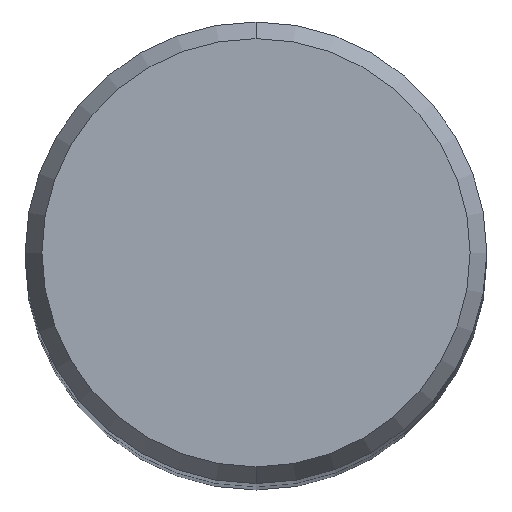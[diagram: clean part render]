
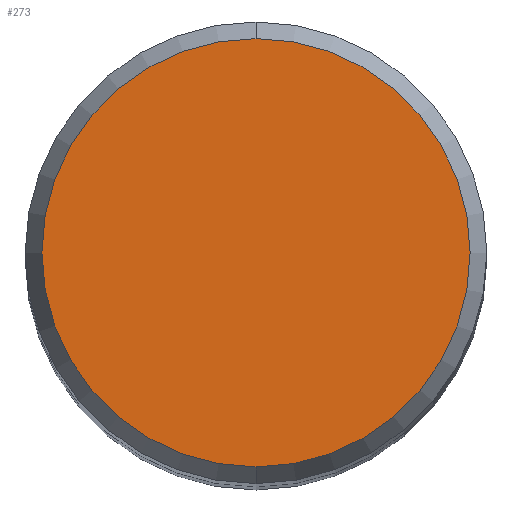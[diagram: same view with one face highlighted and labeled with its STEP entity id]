
A CAD part, top view. The second image highlights one B-rep face of the part: STEP entity #273.
In plain terms, the highlighted planar face has unit normal (0, 0, 1).
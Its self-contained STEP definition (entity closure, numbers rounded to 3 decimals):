
#149=VERTEX_POINT('',#400);
#259=VERTEX_POINT('',#518);
#273=ADVANCED_FACE('',(#533),#534,.T.);
#289=EDGE_CURVE('',#259,#149,#553,.T.);
#327=EDGE_CURVE('',#149,#259,#595,.T.);
#400=CARTESIAN_POINT('',(0.0,8.837,0.));
#518=CARTESIAN_POINT('',(0.,-8.837,0.));
#533=FACE_OUTER_BOUND('',#1145,.T.);
#534=PLANE('',#1146);
#553=CIRCLE('',#1167,8.837);
#595=CIRCLE('',#1246,8.837);
#1145=EDGE_LOOP('',(#1470,#1471));
#1146=AXIS2_PLACEMENT_3D('',#1472,#1473,#1474);
#1167=AXIS2_PLACEMENT_3D('',#1501,#1502,#1503);
#1246=AXIS2_PLACEMENT_3D('',#1557,#1558,#1559);
#1470=ORIENTED_EDGE('',*,*,#327,.F.);
#1471=ORIENTED_EDGE('',*,*,#289,.F.);
#1472=CARTESIAN_POINT('',(0.0,4.419,0.));
#1473=DIRECTION('',(-0.0,0.0,1.0));
#1474=DIRECTION('',(0.0,-1.0,0.0));
#1501=CARTESIAN_POINT('',(0.0,0.0,0.));
#1502=DIRECTION('',(0.0,0.0,-1.0));
#1503=DIRECTION('',(0.0,1.0,0.0));
#1557=CARTESIAN_POINT('',(0.0,0.0,0.));
#1558=DIRECTION('',(0.0,0.0,-1.0));
#1559=DIRECTION('',(0.0,1.0,0.0));
